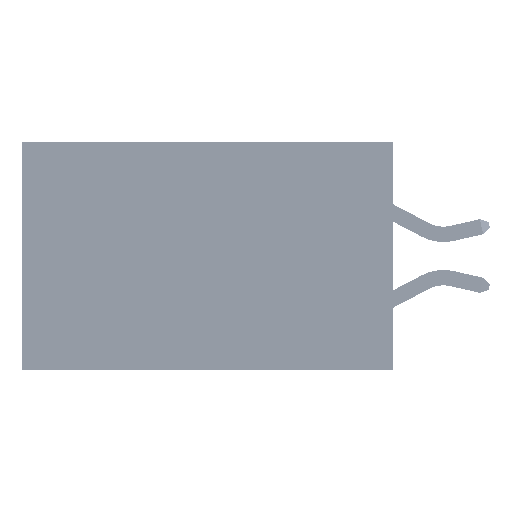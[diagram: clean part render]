
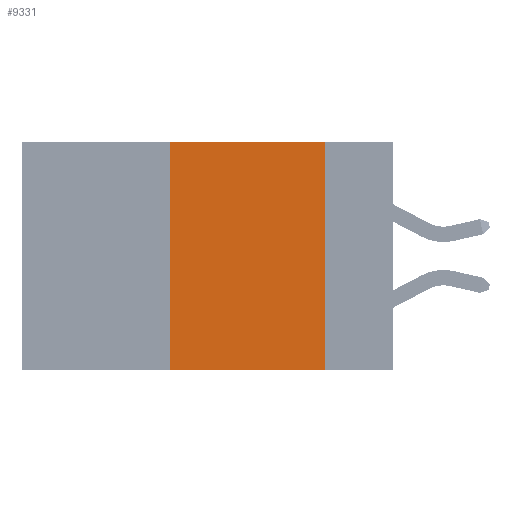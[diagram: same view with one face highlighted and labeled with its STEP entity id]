
A CAD part, left-side view. The second image highlights one B-rep face of the part: STEP entity #9331.
In plain terms, the highlighted planar face has unit normal (-1, 0, 0).
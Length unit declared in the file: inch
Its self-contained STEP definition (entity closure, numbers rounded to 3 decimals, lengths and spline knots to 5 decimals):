
#1311 = EDGE_CURVE ( 'NONE', #29388, #34958, #39413, .T. ) ;
#3727 = DIRECTION ( 'NONE',  ( 0., 0., -1. ) ) ;
#9331 = ADVANCED_FACE ( 'NONE', ( #42082 ), #11045, .F. ) ;
#11045 = PLANE ( 'NONE',  #15768 ) ;
#11238 = DIRECTION ( 'NONE',  ( 0., 0., 1. ) ) ;
#12694 = CARTESIAN_POINT ( 'NONE',  ( 0., 0.11, -0.37 ) ) ;
#13174 = ORIENTED_EDGE ( 'NONE', *, *, #22889, .T. ) ;
#15309 = VECTOR ( 'NONE', #37963, 39.37008 ) ;
#15768 = AXIS2_PLACEMENT_3D ( 'NONE', #28283, #41306, #3727 ) ;
#17266 = CARTESIAN_POINT ( 'NONE',  ( 0., 0.11, 0. ) ) ;
#18130 = CARTESIAN_POINT ( 'NONE',  ( 0., 0.36, 0. ) ) ;
#18475 = ORIENTED_EDGE ( 'NONE', *, *, #1311, .F. ) ;
#22889 = EDGE_CURVE ( 'NONE', #38193, #34958, #24366, .T. ) ;
#24366 = LINE ( 'NONE', #41135, #15309 ) ;
#24629 = DIRECTION ( 'NONE',  ( 0., 0., -1. ) ) ;
#26403 = LINE ( 'NONE', #18130, #37664 ) ;
#26588 = DIRECTION ( 'NONE',  ( 0., -1., 0. ) ) ;
#27992 = EDGE_CURVE ( 'NONE', #34599, #29388, #34025, .T. ) ;
#28283 = CARTESIAN_POINT ( 'NONE',  ( 0., 0.6, 0. ) ) ;
#29388 = VERTEX_POINT ( 'NONE', #17266 ) ;
#29525 = ORIENTED_EDGE ( 'NONE', *, *, #27992, .F. ) ;
#32412 = VECTOR ( 'NONE', #26588, 39.37008 ) ;
#33414 = ORIENTED_EDGE ( 'NONE', *, *, #43867, .F. ) ;
#34025 = LINE ( 'NONE', #36766, #32412 ) ;
#34599 = VERTEX_POINT ( 'NONE', #37697 ) ;
#34649 = CARTESIAN_POINT ( 'NONE',  ( 0., 0.11, 0. ) ) ;
#34958 = VERTEX_POINT ( 'NONE', #12694 ) ;
#36766 = CARTESIAN_POINT ( 'NONE',  ( 0., 0.6, 0. ) ) ;
#37064 = CARTESIAN_POINT ( 'NONE',  ( 0., 0.36, -0.37 ) ) ;
#37664 = VECTOR ( 'NONE', #11238, 39.37008 ) ;
#37697 = CARTESIAN_POINT ( 'NONE',  ( 0., 0.36, 0. ) ) ;
#37963 = DIRECTION ( 'NONE',  ( 0., -1., 0. ) ) ;
#38193 = VERTEX_POINT ( 'NONE', #37064 ) ;
#38343 = VECTOR ( 'NONE', #24629, 39.37008 ) ;
#39413 = LINE ( 'NONE', #34649, #38343 ) ;
#41135 = CARTESIAN_POINT ( 'NONE',  ( 0., 0.6, -0.37 ) ) ;
#41306 = DIRECTION ( 'NONE',  ( 1., 0., 0. ) ) ;
#41338 = EDGE_LOOP ( 'NONE', ( #18475, #29525, #33414, #13174 ) ) ;
#42082 = FACE_OUTER_BOUND ( 'NONE', #41338, .T. ) ;
#43867 = EDGE_CURVE ( 'NONE', #38193, #34599, #26403, .T. ) ;
